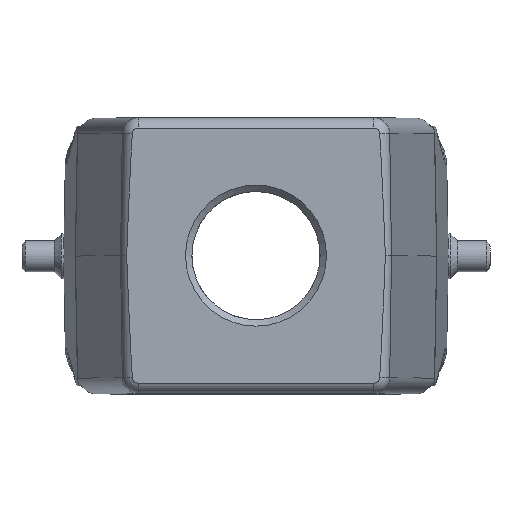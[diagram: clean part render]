
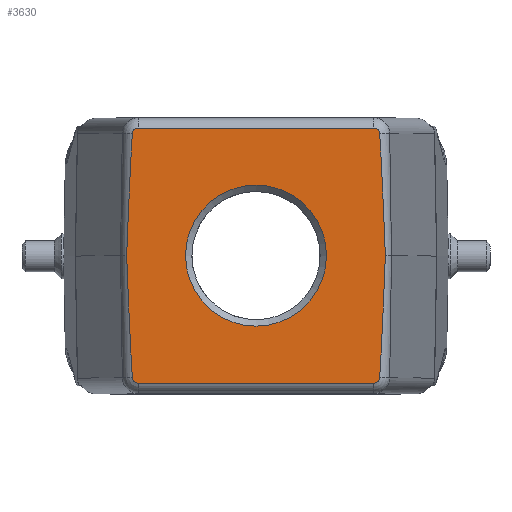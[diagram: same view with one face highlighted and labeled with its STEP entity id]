
A CAD part, top view. The second image highlights one B-rep face of the part: STEP entity #3630.
In plain terms, the highlighted planar face has unit normal (0, 0, 1).
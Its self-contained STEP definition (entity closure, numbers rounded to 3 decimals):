
#2930=FACE_BOUND('',#4624,.T.);
#2931=FACE_BOUND('',#4625,.T.);
#3108=PLANE('',#13891);
#3114=ELLIPSE('',#13176,143.262,2.5);
#3115=ELLIPSE('',#13181,143.262,2.5);
#3116=ELLIPSE('',#13191,143.262,2.5);
#3118=ELLIPSE('',#13196,143.262,2.5);
#3630=ADVANCED_FACE('',(#2930,#2931),#3108,.T.);
#4624=EDGE_LOOP('',(#6941));
#4625=EDGE_LOOP('',(#6942,#6943,#6944,#6945,#6946,#6947,#6948,#6949,#6950,
#6951));
#4656=CIRCLE('',#13171,0.901);
#4661=CIRCLE('',#13183,0.901);
#4665=CIRCLE('',#13188,0.901);
#4669=CIRCLE('',#13199,0.901);
#4939=CIRCLE('',#13890,11.);
#6941=ORIENTED_EDGE('',*,*,#8641,.T.);
#6942=ORIENTED_EDGE('',*,*,#7639,.F.);
#6943=ORIENTED_EDGE('',*,*,#7645,.F.);
#6944=ORIENTED_EDGE('',*,*,#7651,.F.);
#6945=ORIENTED_EDGE('',*,*,#7657,.F.);
#6946=ORIENTED_EDGE('',*,*,#7662,.F.);
#6947=ORIENTED_EDGE('',*,*,#7659,.F.);
#6948=ORIENTED_EDGE('',*,*,#7653,.F.);
#6949=ORIENTED_EDGE('',*,*,#7647,.F.);
#6950=ORIENTED_EDGE('',*,*,#7641,.F.);
#6951=ORIENTED_EDGE('',*,*,#7635,.F.);
#6998=VERTEX_POINT('',#17720);
#7000=VERTEX_POINT('',#17723);
#7002=VERTEX_POINT('',#17729);
#7004=VERTEX_POINT('',#17735);
#7006=VERTEX_POINT('',#17741);
#7008=VERTEX_POINT('',#17747);
#7010=VERTEX_POINT('',#17753);
#7012=VERTEX_POINT('',#17759);
#7014=VERTEX_POINT('',#17765);
#7016=VERTEX_POINT('',#17771);
#7619=VERTEX_POINT('',#22244);
#7635=EDGE_CURVE('',#6998,#7000,#4656,.T.);
#7639=EDGE_CURVE('',#7002,#6998,#3114,.T.);
#7641=EDGE_CURVE('',#7000,#7004,#10504,.T.);
#7645=EDGE_CURVE('',#7006,#7002,#3115,.T.);
#7647=EDGE_CURVE('',#7004,#7008,#4661,.T.);
#7651=EDGE_CURVE('',#7010,#7006,#4665,.T.);
#7653=EDGE_CURVE('',#7008,#7012,#3116,.T.);
#7657=EDGE_CURVE('',#7014,#7010,#10508,.T.);
#7659=EDGE_CURVE('',#7012,#7016,#3118,.T.);
#7662=EDGE_CURVE('',#7016,#7014,#4669,.T.);
#8641=EDGE_CURVE('',#7619,#7619,#4939,.T.);
#10504=LINE('',#17734,#11152);
#10508=LINE('',#17767,#11156);
#11152=VECTOR('',#14097,1.);
#11156=VECTOR('',#14135,1.);
#13171=AXIS2_PLACEMENT_3D('',#17722,#14082,#14083);
#13176=AXIS2_PLACEMENT_3D('',#17731,#14092,#14093);
#13181=AXIS2_PLACEMENT_3D('',#17743,#14105,#14106);
#13183=AXIS2_PLACEMENT_3D('',#17746,#14110,#14111);
#13188=AXIS2_PLACEMENT_3D('',#17755,#14120,#14121);
#13191=AXIS2_PLACEMENT_3D('',#17758,#14126,#14127);
#13196=AXIS2_PLACEMENT_3D('',#17770,#14139,#14140);
#13199=AXIS2_PLACEMENT_3D('',#17776,#14146,#14147);
#13890=AXIS2_PLACEMENT_3D('',#22243,#16013,#16014);
#13891=AXIS2_PLACEMENT_3D('',#22245,#16015,#16016);
#14082=DIRECTION('',(0.,0.,-1.));
#14083=DIRECTION('',(1.,0.,0.));
#14092=DIRECTION('',(0.,0.,-1.));
#14093=DIRECTION('',(-0.015,-1.,0.));
#14097=DIRECTION('',(1.,0.,0.));
#14105=DIRECTION('',(0.,0.,-1.));
#14106=DIRECTION('',(0.015,-1.,0.));
#14110=DIRECTION('',(0.,0.,-1.));
#14111=DIRECTION('',(1.,0.,0.));
#14120=DIRECTION('',(0.,0.,-1.));
#14121=DIRECTION('',(1.,0.,0.));
#14126=DIRECTION('',(0.,0.,-1.));
#14127=DIRECTION('',(0.015,-1.,0.));
#14135=DIRECTION('',(-1.,0.,0.));
#14139=DIRECTION('',(0.,0.,-1.));
#14140=DIRECTION('',(-0.015,-1.,0.));
#14146=DIRECTION('',(0.,0.,-1.));
#14147=DIRECTION('',(1.,0.,0.));
#16013=DIRECTION('',(0.,0.,-1.));
#16014=DIRECTION('',(1.,0.,0.));
#16015=DIRECTION('',(0.,0.,1.));
#16016=DIRECTION('',(1.,0.,0.));
#17720=CARTESIAN_POINT('',(-19.293,19.054,62.35));
#17722=CARTESIAN_POINT('',(-18.394,19.,62.35));
#17723=CARTESIAN_POINT('',(-18.394,19.901,62.35));
#17729=CARTESIAN_POINT('',(-20.173,0.,62.35));
#17731=CARTESIAN_POINT('',(-20.351,-114.602,62.35));
#17734=CARTESIAN_POINT('',(-23.214,19.901,62.35));
#17735=CARTESIAN_POINT('',(18.394,19.901,62.35));
#17741=CARTESIAN_POINT('',(-19.293,-19.054,62.35));
#17743=CARTESIAN_POINT('',(-20.351,114.602,62.35));
#17746=CARTESIAN_POINT('',(18.394,19.,62.35));
#17747=CARTESIAN_POINT('',(19.293,19.054,62.35));
#17753=CARTESIAN_POINT('',(-18.394,-19.901,62.35));
#17755=CARTESIAN_POINT('',(-18.394,-19.,62.35));
#17758=CARTESIAN_POINT('',(20.351,-114.602,62.35));
#17759=CARTESIAN_POINT('',(20.173,0.,62.35));
#17765=CARTESIAN_POINT('',(18.394,-19.901,62.35));
#17767=CARTESIAN_POINT('',(-20.77,-19.901,62.35));
#17770=CARTESIAN_POINT('',(20.351,114.602,62.35));
#17771=CARTESIAN_POINT('',(19.293,-19.054,62.35));
#17776=CARTESIAN_POINT('',(18.394,-19.,62.35));
#22243=CARTESIAN_POINT('',(0.,0.,62.35));
#22244=CARTESIAN_POINT('',(11.,0.,62.35));
#22245=CARTESIAN_POINT('',(50.,-25.,62.35));
